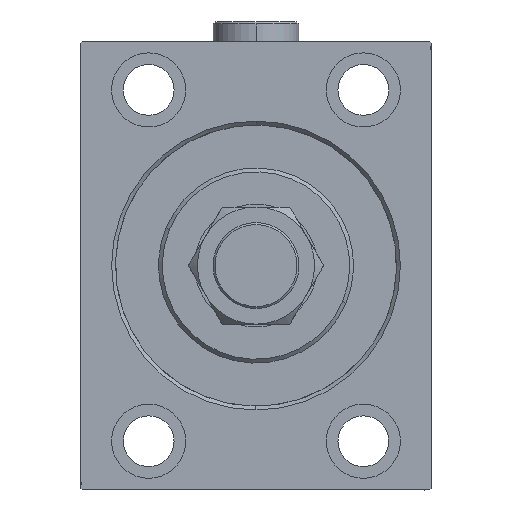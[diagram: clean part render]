
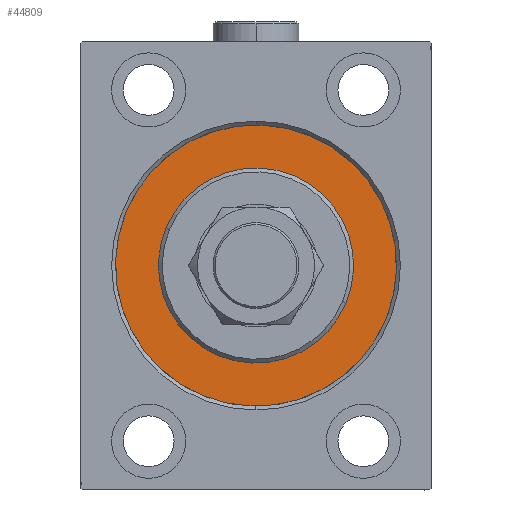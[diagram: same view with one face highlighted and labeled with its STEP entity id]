
A CAD part, left-side view. The second image highlights one B-rep face of the part: STEP entity #44809.
In plain terms, the highlighted face is planar.
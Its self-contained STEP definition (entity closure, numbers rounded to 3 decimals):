
#425 = CARTESIAN_POINT ( 'NONE',  ( 0., 0., 36. ) ) ;
#2089 = DIRECTION ( 'NONE',  ( 0., 0., 1. ) ) ;
#2189 = PLANE ( 'NONE',  #28617 ) ;
#2445 = EDGE_LOOP ( 'NONE', ( #10250, #22006 ) ) ;
#3563 = DIRECTION ( 'NONE',  ( -1., 0., 0. ) ) ;
#5943 = CIRCLE ( 'NONE', #15036, 25. ) ;
#6517 = AXIS2_PLACEMENT_3D ( 'NONE', #20173, #45594, #2089 ) ;
#6688 = DIRECTION ( 'NONE',  ( 0., 0., 1. ) ) ;
#8792 = CIRCLE ( 'NONE', #45979, 36. ) ;
#9404 = EDGE_CURVE ( 'NONE', #19164, #23778, #8792, .T. ) ;
#9549 = FACE_BOUND ( 'NONE', #2445, .T. ) ;
#10250 = ORIENTED_EDGE ( 'NONE', *, *, #37692, .F. ) ;
#12346 = AXIS2_PLACEMENT_3D ( 'NONE', #35399, #12830, #17338 ) ;
#12689 = DIRECTION ( 'NONE',  ( 1., 0., 0. ) ) ;
#12830 = DIRECTION ( 'NONE',  ( 1., 0., 0. ) ) ;
#14059 = CARTESIAN_POINT ( 'NONE',  ( 0., 0., 0. ) ) ;
#15036 = AXIS2_PLACEMENT_3D ( 'NONE', #30103, #12689, #27651 ) ;
#16651 = EDGE_CURVE ( 'NONE', #23778, #19164, #35366, .T. ) ;
#17338 = DIRECTION ( 'NONE',  ( 0., 0., -1. ) ) ;
#19164 = VERTEX_POINT ( 'NONE', #45787 ) ;
#20173 = CARTESIAN_POINT ( 'NONE',  ( 0., 0., 0. ) ) ;
#22006 = ORIENTED_EDGE ( 'NONE', *, *, #22297, .F. ) ;
#22126 = VERTEX_POINT ( 'NONE', #41800 ) ;
#22297 = EDGE_CURVE ( 'NONE', #41971, #22126, #5943, .T. ) ;
#23662 = CARTESIAN_POINT ( 'NONE',  ( 0., 0., -25. ) ) ;
#23778 = VERTEX_POINT ( 'NONE', #425 ) ;
#27651 = DIRECTION ( 'NONE',  ( 0., 0., -1. ) ) ;
#28514 = CARTESIAN_POINT ( 'NONE',  ( 0., 0., 0. ) ) ;
#28617 = AXIS2_PLACEMENT_3D ( 'NONE', #14059, #45922, #6688 ) ;
#29282 = ORIENTED_EDGE ( 'NONE', *, *, #9404, .F. ) ;
#29384 = EDGE_LOOP ( 'NONE', ( #29282, #32761 ) ) ;
#30103 = CARTESIAN_POINT ( 'NONE',  ( 0., 0., 0. ) ) ;
#32322 = DIRECTION ( 'NONE',  ( 0., 0., 1. ) ) ;
#32761 = ORIENTED_EDGE ( 'NONE', *, *, #16651, .F. ) ;
#34999 = FACE_OUTER_BOUND ( 'NONE', #29384, .T. ) ;
#35366 = CIRCLE ( 'NONE', #6517, 36. ) ;
#35399 = CARTESIAN_POINT ( 'NONE',  ( 0., 0., 0. ) ) ;
#37692 = EDGE_CURVE ( 'NONE', #22126, #41971, #45736, .T. ) ;
#41800 = CARTESIAN_POINT ( 'NONE',  ( 0., 0., 25. ) ) ;
#41971 = VERTEX_POINT ( 'NONE', #23662 ) ;
#44809 = ADVANCED_FACE ( 'NONE', ( #9549, #34999 ), #2189, .F. ) ;
#45594 = DIRECTION ( 'NONE',  ( -1., 0., 0. ) ) ;
#45736 = CIRCLE ( 'NONE', #12346, 25. ) ;
#45787 = CARTESIAN_POINT ( 'NONE',  ( 0., 0., -36. ) ) ;
#45922 = DIRECTION ( 'NONE',  ( -1., 0., 0. ) ) ;
#45979 = AXIS2_PLACEMENT_3D ( 'NONE', #28514, #3563, #32322 ) ;
